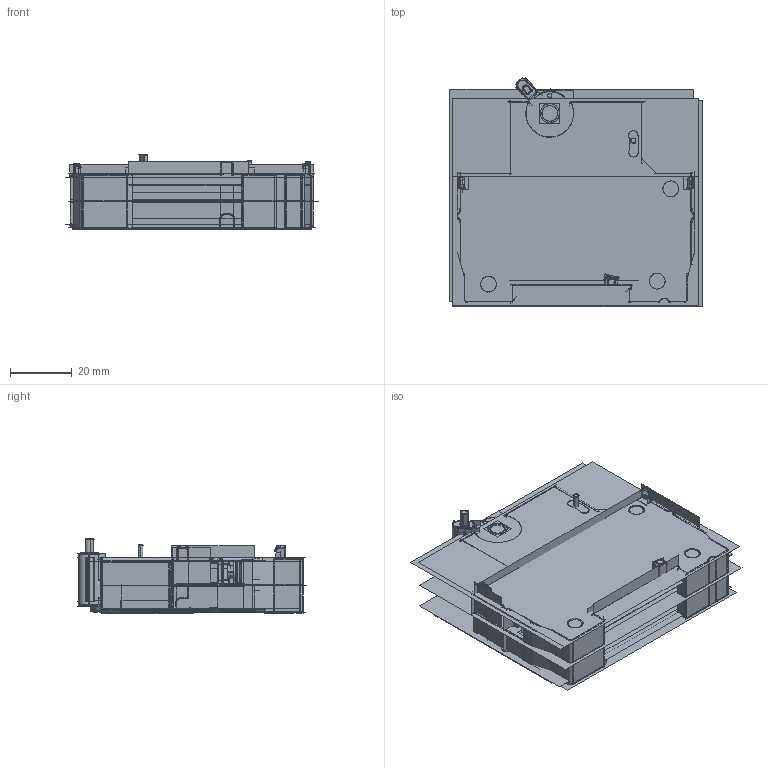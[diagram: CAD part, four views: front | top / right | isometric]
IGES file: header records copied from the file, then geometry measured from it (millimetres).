
Start section:  PTC IGES file: sht-x1.igs
Global section: file name: sht-x1.igs; native system: Pro/ENGINEER by Parametric Technology Corporation; preprocessor: 2009460; author: liujin; organization: Unknown; date: 20170401.142840; units: millimetre
Bounding box: 81.88 x 74.51 x 24.55 mm (x, y, z)
Volume: 48107.2 mm3; surface area: 632486.9 mm2
Topology: 25 solids, 25 shells, 3975 faces, 26049 edges, 37060 vertices
Faces by surface type: bspline 2247, revolution 1578, extrusion 150
